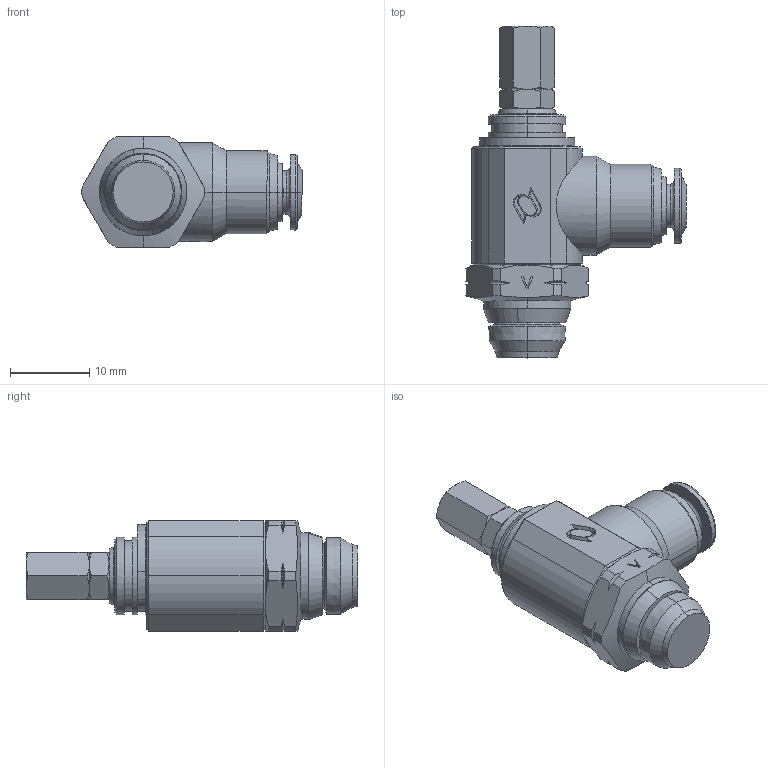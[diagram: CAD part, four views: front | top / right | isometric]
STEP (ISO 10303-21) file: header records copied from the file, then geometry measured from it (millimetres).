
FILE_DESCRIPTION (( 'STEP AP214' ), '1' );
FILE_NAME ('5791500003A.step', '2012-10-22T17:40:54', ( '' ), ( '' ), 'SwSTEP 2.0', 'SolidWorks 2012', '' );
FILE_SCHEMA (( 'AUTOMOTIVE_DESIGN' ));
Length unit declared in the file: millimetre
Products named in the file (1): 5791500003A
Bounding box: 27.86 x 42 x 14.02 mm (x, y, z)
Volume: 5462.8 mm3; surface area: 2497.5 mm2
Topology: 1 solids, 1 shells, 235 faces, 558 edges, 343 vertices
Faces by surface type: plane 94, cone 86, cylinder 45, torus 8, bspline 2
Entity records: 8391 total; most frequent: CARTESIAN_POINT 1637, DIRECTION 1131, ORIENTED_EDGE 1116, EDGE_CURVE 558, AXIS2_PLACEMENT_3D 445, VERTEX_POINT 343, EDGE_LOOP 257, LINE 241
